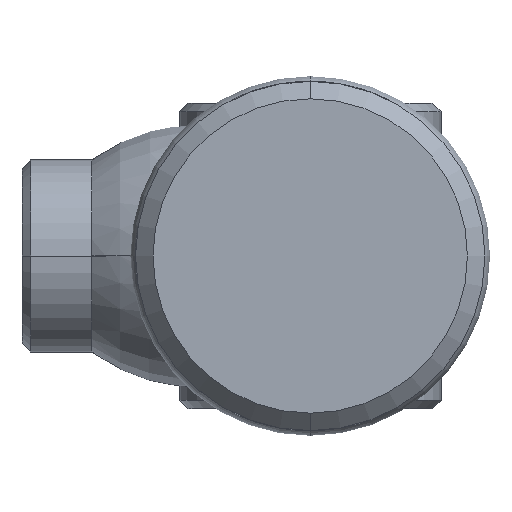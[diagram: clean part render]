
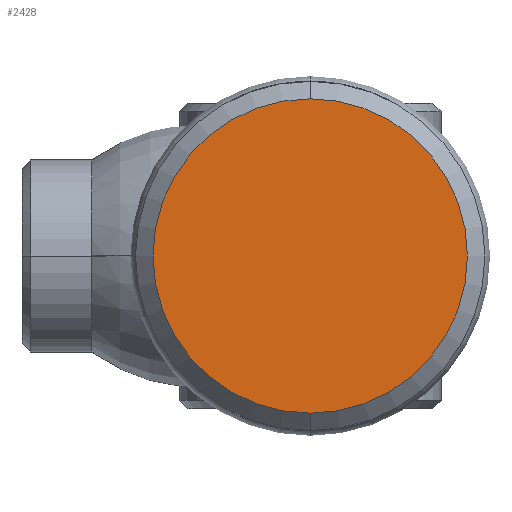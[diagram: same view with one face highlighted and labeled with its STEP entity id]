
A CAD part, left-side view. The second image highlights one B-rep face of the part: STEP entity #2428.
In plain terms, the highlighted planar face has unit normal (-1, 0, 0).
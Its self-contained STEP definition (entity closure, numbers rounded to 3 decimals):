
#81 = DIRECTION ( 'NONE',  ( 0., 0., 1. ) ) ;
#87 = DIRECTION ( 'NONE',  ( -1., 0., 0. ) ) ;
#92 = CARTESIAN_POINT ( 'NONE',  ( -32., 0., 0. ) ) ;
#162 = CIRCLE ( 'NONE', #1018, 18. ) ;
#276 = EDGE_LOOP ( 'NONE', ( #991, #1906 ) ) ;
#381 = FACE_OUTER_BOUND ( 'NONE', #276, .T. ) ;
#872 = CARTESIAN_POINT ( 'NONE',  ( -32., 0., 18. ) ) ;
#950 = AXIS2_PLACEMENT_3D ( 'NONE', #1379, #1348, #1339 ) ;
#953 = AXIS2_PLACEMENT_3D ( 'NONE', #2630, #2194, #2183 ) ;
#991 = ORIENTED_EDGE ( 'NONE', *, *, #2302, .T. ) ;
#1018 = AXIS2_PLACEMENT_3D ( 'NONE', #92, #87, #81 ) ;
#1339 = DIRECTION ( 'NONE',  ( 0., 0., 1. ) ) ;
#1348 = DIRECTION ( 'NONE',  ( -1., 0., 0. ) ) ;
#1379 = CARTESIAN_POINT ( 'NONE',  ( -32., 0., 0. ) ) ;
#1906 = ORIENTED_EDGE ( 'NONE', *, *, #2456, .T. ) ;
#2183 = DIRECTION ( 'NONE',  ( 0., 0., -1. ) ) ;
#2194 = DIRECTION ( 'NONE',  ( 1., 0., 0. ) ) ;
#2208 = PLANE ( 'NONE',  #953 ) ;
#2227 = VERTEX_POINT ( 'NONE', #872 ) ;
#2302 = EDGE_CURVE ( 'NONE', #3519, #2227, #162, .T. ) ;
#2428 = ADVANCED_FACE ( 'NONE', ( #381 ), #2208, .F. ) ;
#2456 = EDGE_CURVE ( 'NONE', #2227, #3519, #3284, .T. ) ;
#2630 = CARTESIAN_POINT ( 'NONE',  ( -32., 18., 0. ) ) ;
#2821 = CARTESIAN_POINT ( 'NONE',  ( -32., 0., -18. ) ) ;
#3284 = CIRCLE ( 'NONE', #950, 18. ) ;
#3519 = VERTEX_POINT ( 'NONE', #2821 ) ;
